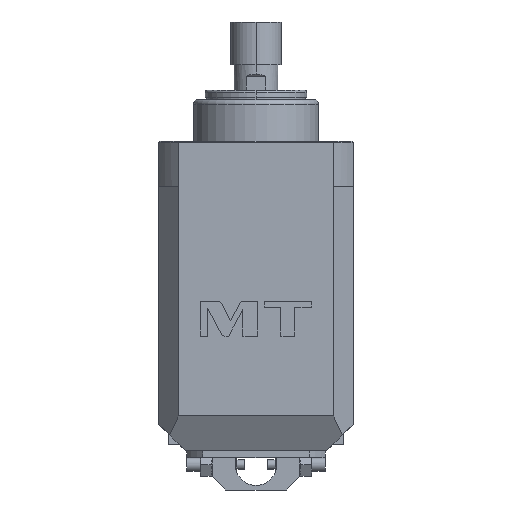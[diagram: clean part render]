
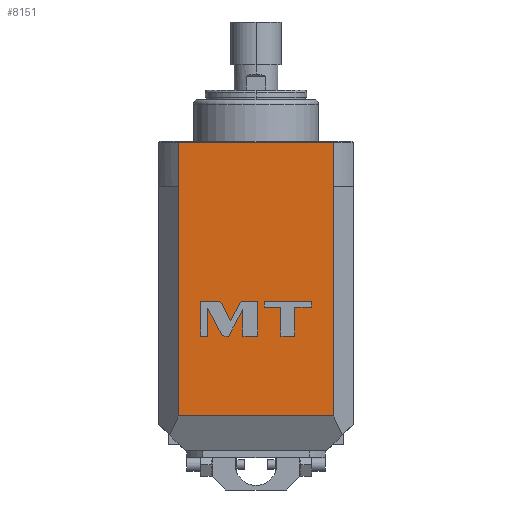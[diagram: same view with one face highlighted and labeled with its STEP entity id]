
A CAD part, left-side view. The second image highlights one B-rep face of the part: STEP entity #8151.
In plain terms, the highlighted planar face has unit normal (-1, 0, 0).
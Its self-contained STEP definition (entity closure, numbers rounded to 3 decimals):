
#1604=DIRECTION('',(0.,1.,0.));
#1605=VECTOR('',#1604,67.149);
#1606=CARTESIAN_POINT('',(-135.,-33.575,76.25));
#1607=LINE('',#1606,#1605);
#1761=DIRECTION('',(0.,0.,1.));
#1762=VECTOR('',#1761,99.);
#1763=CARTESIAN_POINT('',(-135.,33.5,-42.));
#1764=LINE('',#1763,#1762);
#1765=DIRECTION('',(0.,1.,0.));
#1766=VECTOR('',#1765,0.075);
#1767=CARTESIAN_POINT('',(-135.,33.5,57.));
#1768=LINE('',#1767,#1766);
#1769=DIRECTION('',(0.,0.,-1.));
#1770=VECTOR('',#1769,19.25);
#1771=CARTESIAN_POINT('',(-135.,33.575,76.25));
#1772=LINE('',#1771,#1770);
#1773=DIRECTION('',(0.,0.,-1.));
#1774=VECTOR('',#1773,19.25);
#1775=CARTESIAN_POINT('',(-135.,-33.575,76.25));
#1776=LINE('',#1775,#1774);
#1777=DIRECTION('',(0.,1.,0.));
#1778=VECTOR('',#1777,0.075);
#1779=CARTESIAN_POINT('',(-135.,-33.575,57.));
#1780=LINE('',#1779,#1778);
#1781=DIRECTION('',(0.,0.,1.));
#1782=VECTOR('',#1781,99.);
#1783=CARTESIAN_POINT('',(-135.,-33.5,-42.));
#1784=LINE('',#1783,#1782);
#1785=DIRECTION('',(0.,1.,0.));
#1786=VECTOR('',#1785,67.);
#1787=CARTESIAN_POINT('',(-135.,-33.5,-42.));
#1788=LINE('',#1787,#1786);
#1789=CARTESIAN_POINT('',(-135.,14.827,6.523));
#1790=CARTESIAN_POINT('',(-135.,15.139,7.126));
#1791=CARTESIAN_POINT('',(-135.,15.754,7.5));
#1792=CARTESIAN_POINT('',(-135.,16.432,7.5));
#1794=DIRECTION('',(0.,1.,0.));
#1795=VECTOR('',#1794,7.541);
#1796=CARTESIAN_POINT('',(-135.,16.432,7.5));
#1797=LINE('',#1796,#1795);
#1798=DIRECTION('',(0.,0.,-1.));
#1799=VECTOR('',#1798,15.);
#1800=CARTESIAN_POINT('',(-135.,23.973,7.5));
#1801=LINE('',#1800,#1799);
#1802=DIRECTION('',(0.,-1.,0.));
#1803=VECTOR('',#1802,3.12);
#1804=CARTESIAN_POINT('',(-135.,23.973,-7.5));
#1805=LINE('',#1804,#1803);
#1806=DIRECTION('',(0.,0.,1.));
#1807=VECTOR('',#1806,12.152);
#1808=CARTESIAN_POINT('',(-135.,20.853,-7.5));
#1809=LINE('',#1808,#1807);
#1810=DIRECTION('',(0.,-0.459,-0.888));
#1811=VECTOR('',#1810,12.58);
#1812=CARTESIAN_POINT('',(-135.,20.853,4.652));
#1813=LINE('',#1812,#1811);
#1814=CARTESIAN_POINT('',(-135.,15.075,-6.523));
#1815=CARTESIAN_POINT('',(-135.,14.763,-7.126));
#1816=CARTESIAN_POINT('',(-135.,14.147,-7.5));
#1817=CARTESIAN_POINT('',(-135.,13.469,-7.5));
#1819=DIRECTION('',(0.,-1.,0.));
#1820=VECTOR('',#1819,1.565);
#1821=CARTESIAN_POINT('',(-135.,13.469,-7.5));
#1822=LINE('',#1821,#1820);
#1823=DIRECTION('',(0.,-0.481,0.877));
#1824=VECTOR('',#1823,13.015);
#1825=CARTESIAN_POINT('',(-135.,11.904,-7.5));
#1826=LINE('',#1825,#1824);
#1827=DIRECTION('',(0.,0.,-1.));
#1828=VECTOR('',#1827,11.409);
#1829=CARTESIAN_POINT('',(-135.,5.641,3.909));
#1830=LINE('',#1829,#1828);
#1831=DIRECTION('',(0.,-1.,0.));
#1832=VECTOR('',#1831,6.312);
#1833=CARTESIAN_POINT('',(-135.,5.641,-7.5));
#1834=LINE('',#1833,#1832);
#1835=DIRECTION('',(0.,0.,1.));
#1836=VECTOR('',#1835,15.);
#1837=CARTESIAN_POINT('',(-135.,-0.671,-7.5));
#1838=LINE('',#1837,#1836);
#1839=DIRECTION('',(0.,1.,0.));
#1840=VECTOR('',#1839,7.116);
#1841=CARTESIAN_POINT('',(-135.,-0.671,7.5));
#1842=LINE('',#1841,#1840);
#1843=DIRECTION('',(0.,0.481,-0.877));
#1844=VECTOR('',#1843,9.511);
#1845=CARTESIAN_POINT('',(-135.,6.445,7.5));
#1846=LINE('',#1845,#1844);
#1847=DIRECTION('',(0.,0.459,0.888));
#1848=VECTOR('',#1847,8.286);
#1849=CARTESIAN_POINT('',(-135.,11.022,-0.837));
#1850=LINE('',#1849,#1848);
#1851=DIRECTION('',(0.,0.,-1.));
#1852=VECTOR('',#1851,12.446);
#1853=CARTESIAN_POINT('',(-135.,-10.759,4.946));
#1854=LINE('',#1853,#1852);
#1855=DIRECTION('',(0.,-1.,0.));
#1856=VECTOR('',#1855,5.942);
#1857=CARTESIAN_POINT('',(-135.,-10.759,-7.5));
#1858=LINE('',#1857,#1856);
#1859=DIRECTION('',(0.,0.,1.));
#1860=VECTOR('',#1859,12.446);
#1861=CARTESIAN_POINT('',(-135.,-16.701,-7.5));
#1862=LINE('',#1861,#1860);
#1863=DIRECTION('',(0.,-1.,0.));
#1864=VECTOR('',#1863,7.272);
#1865=CARTESIAN_POINT('',(-135.,-16.701,4.946));
#1866=LINE('',#1865,#1864);
#1867=DIRECTION('',(0.,0.,1.));
#1868=VECTOR('',#1867,2.554);
#1869=CARTESIAN_POINT('',(-135.,-23.973,4.946));
#1870=LINE('',#1869,#1868);
#1871=DIRECTION('',(0.,1.,0.));
#1872=VECTOR('',#1871,20.486);
#1873=CARTESIAN_POINT('',(-135.,-23.973,7.5));
#1874=LINE('',#1873,#1872);
#1875=DIRECTION('',(0.,0.,-1.));
#1876=VECTOR('',#1875,2.554);
#1877=CARTESIAN_POINT('',(-135.,-3.487,7.5));
#1878=LINE('',#1877,#1876);
#1879=DIRECTION('',(0.,-1.,0.));
#1880=VECTOR('',#1879,7.272);
#1881=CARTESIAN_POINT('',(-135.,-3.487,4.946));
#1882=LINE('',#1881,#1880);
#5581=CARTESIAN_POINT('',(-135.,-33.5,-42.));
#5582=CARTESIAN_POINT('',(-135.,33.5,-42.));
#5583=VERTEX_POINT('',#5581);
#5584=VERTEX_POINT('',#5582);
#6069=CARTESIAN_POINT('',(-135.,-33.575,76.25));
#6070=CARTESIAN_POINT('',(-135.,33.575,76.25));
#6071=VERTEX_POINT('',#6069);
#6072=VERTEX_POINT('',#6070);
#6097=CARTESIAN_POINT('',(-135.,33.575,57.));
#6098=VERTEX_POINT('',#6097);
#6103=CARTESIAN_POINT('',(-135.,-33.575,57.));
#6104=VERTEX_POINT('',#6103);
#6121=CARTESIAN_POINT('',(-135.,33.5,57.));
#6122=VERTEX_POINT('',#6121);
#6123=CARTESIAN_POINT('',(-135.,-33.5,57.));
#6124=VERTEX_POINT('',#6123);
#6298=CARTESIAN_POINT('',(-135.,14.827,6.523));
#6299=VERTEX_POINT('',#6298);
#6300=CARTESIAN_POINT('',(-135.,16.432,7.5));
#6301=VERTEX_POINT('',#6300);
#6302=CARTESIAN_POINT('',(-135.,23.973,7.5));
#6303=VERTEX_POINT('',#6302);
#6304=CARTESIAN_POINT('',(-135.,23.973,-7.5));
#6305=VERTEX_POINT('',#6304);
#6306=CARTESIAN_POINT('',(-135.,20.853,-7.5));
#6307=VERTEX_POINT('',#6306);
#6308=CARTESIAN_POINT('',(-135.,20.853,4.652));
#6309=VERTEX_POINT('',#6308);
#6310=CARTESIAN_POINT('',(-135.,15.075,-6.523));
#6311=VERTEX_POINT('',#6310);
#6312=CARTESIAN_POINT('',(-135.,13.469,-7.5));
#6313=VERTEX_POINT('',#6312);
#6314=CARTESIAN_POINT('',(-135.,11.904,-7.5));
#6315=VERTEX_POINT('',#6314);
#6316=CARTESIAN_POINT('',(-135.,5.641,3.909));
#6317=VERTEX_POINT('',#6316);
#6318=CARTESIAN_POINT('',(-135.,5.641,-7.5));
#6319=VERTEX_POINT('',#6318);
#6320=CARTESIAN_POINT('',(-135.,-0.671,-7.5));
#6321=VERTEX_POINT('',#6320);
#6322=CARTESIAN_POINT('',(-135.,-0.671,7.5));
#6323=VERTEX_POINT('',#6322);
#6324=CARTESIAN_POINT('',(-135.,6.445,7.5));
#6325=VERTEX_POINT('',#6324);
#6326=CARTESIAN_POINT('',(-135.,11.022,-0.837));
#6327=VERTEX_POINT('',#6326);
#6328=CARTESIAN_POINT('',(-135.,-10.759,4.946));
#6329=VERTEX_POINT('',#6328);
#6330=CARTESIAN_POINT('',(-135.,-10.759,-7.5));
#6331=VERTEX_POINT('',#6330);
#6332=CARTESIAN_POINT('',(-135.,-16.701,-7.5));
#6333=VERTEX_POINT('',#6332);
#6334=CARTESIAN_POINT('',(-135.,-16.701,4.946));
#6335=VERTEX_POINT('',#6334);
#6336=CARTESIAN_POINT('',(-135.,-23.973,4.946));
#6337=VERTEX_POINT('',#6336);
#6338=CARTESIAN_POINT('',(-135.,-23.973,7.5));
#6339=VERTEX_POINT('',#6338);
#6340=CARTESIAN_POINT('',(-135.,-3.487,7.5));
#6341=VERTEX_POINT('',#6340);
#6342=CARTESIAN_POINT('',(-135.,-3.487,4.946));
#6343=VERTEX_POINT('',#6342);
#8086=CARTESIAN_POINT('',(-135.,0.,0.));
#8087=DIRECTION('',(1.,0.,0.));
#8088=DIRECTION('',(0.,1.,0.));
#8089=AXIS2_PLACEMENT_3D('',#8086,#8087,#8088);
#8090=PLANE('',#8089);
#8091=ORIENTED_EDGE('',*,*,#7827,.T.);
#8092=ORIENTED_EDGE('',*,*,#7845,.T.);
#8093=ORIENTED_EDGE('',*,*,#7860,.F.);
#8094=ORIENTED_EDGE('',*,*,#7929,.F.);
#8095=ORIENTED_EDGE('',*,*,#7419,.T.);
#8096=ORIENTED_EDGE('',*,*,#7434,.T.);
#8097=ORIENTED_EDGE('',*,*,#7451,.F.);
#8098=ORIENTED_EDGE('',*,*,#7468,.T.);
#8099=EDGE_LOOP('',(#8091,#8092,#8093,#8094,#8095,#8096,#8097,#8098));
#8100=FACE_OUTER_BOUND('',#8099,.F.);
#8102=ORIENTED_EDGE('',*,*,#8101,.T.);
#8104=ORIENTED_EDGE('',*,*,#8103,.T.);
#8106=ORIENTED_EDGE('',*,*,#8105,.T.);
#8108=ORIENTED_EDGE('',*,*,#8107,.T.);
#8110=ORIENTED_EDGE('',*,*,#8109,.T.);
#8112=ORIENTED_EDGE('',*,*,#8111,.T.);
#8114=ORIENTED_EDGE('',*,*,#8113,.T.);
#8116=ORIENTED_EDGE('',*,*,#8115,.T.);
#8118=ORIENTED_EDGE('',*,*,#8117,.T.);
#8120=ORIENTED_EDGE('',*,*,#8119,.T.);
#8122=ORIENTED_EDGE('',*,*,#8121,.T.);
#8124=ORIENTED_EDGE('',*,*,#8123,.T.);
#8126=ORIENTED_EDGE('',*,*,#8125,.T.);
#8128=ORIENTED_EDGE('',*,*,#8127,.T.);
#8130=ORIENTED_EDGE('',*,*,#8129,.T.);
#8131=EDGE_LOOP('',(#8102,#8104,#8106,#8108,#8110,#8112,#8114,#8116,#8118,#8120,
#8122,#8124,#8126,#8128,#8130));
#8132=FACE_BOUND('',#8131,.F.);
#8134=ORIENTED_EDGE('',*,*,#8133,.T.);
#8136=ORIENTED_EDGE('',*,*,#8135,.T.);
#8138=ORIENTED_EDGE('',*,*,#8137,.T.);
#8140=ORIENTED_EDGE('',*,*,#8139,.T.);
#8142=ORIENTED_EDGE('',*,*,#8141,.T.);
#8144=ORIENTED_EDGE('',*,*,#8143,.T.);
#8146=ORIENTED_EDGE('',*,*,#8145,.T.);
#8148=ORIENTED_EDGE('',*,*,#8147,.T.);
#8149=EDGE_LOOP('',(#8134,#8136,#8138,#8140,#8142,#8144,#8146,#8148));
#8150=FACE_BOUND('',#8149,.F.);
#8151=ADVANCED_FACE('',(#8100,#8132,#8150),#8090,.F.);
#1793=B_SPLINE_CURVE_WITH_KNOTS('',3,(#1789,#1790,#1791,#1792),.UNSPECIFIED.,
.F.,.F.,(4,4),(0.,1.),.UNSPECIFIED.);
#1818=B_SPLINE_CURVE_WITH_KNOTS('',3,(#1814,#1815,#1816,#1817),.UNSPECIFIED.,
.F.,.F.,(4,4),(0.,1.),.UNSPECIFIED.);
#7419=EDGE_CURVE('',#6071,#6104,#1776,.T.);
#7434=EDGE_CURVE('',#6104,#6124,#1780,.T.);
#7451=EDGE_CURVE('',#5583,#6124,#1784,.T.);
#7468=EDGE_CURVE('',#5583,#5584,#1788,.T.);
#7827=EDGE_CURVE('',#5584,#6122,#1764,.T.);
#7845=EDGE_CURVE('',#6122,#6098,#1768,.T.);
#7860=EDGE_CURVE('',#6072,#6098,#1772,.T.);
#7929=EDGE_CURVE('',#6071,#6072,#1607,.T.);
#8101=EDGE_CURVE('',#6299,#6301,#1793,.T.);
#8103=EDGE_CURVE('',#6301,#6303,#1797,.T.);
#8105=EDGE_CURVE('',#6303,#6305,#1801,.T.);
#8107=EDGE_CURVE('',#6305,#6307,#1805,.T.);
#8109=EDGE_CURVE('',#6307,#6309,#1809,.T.);
#8111=EDGE_CURVE('',#6309,#6311,#1813,.T.);
#8113=EDGE_CURVE('',#6311,#6313,#1818,.T.);
#8115=EDGE_CURVE('',#6313,#6315,#1822,.T.);
#8117=EDGE_CURVE('',#6315,#6317,#1826,.T.);
#8119=EDGE_CURVE('',#6317,#6319,#1830,.T.);
#8121=EDGE_CURVE('',#6319,#6321,#1834,.T.);
#8123=EDGE_CURVE('',#6321,#6323,#1838,.T.);
#8125=EDGE_CURVE('',#6323,#6325,#1842,.T.);
#8127=EDGE_CURVE('',#6325,#6327,#1846,.T.);
#8129=EDGE_CURVE('',#6327,#6299,#1850,.T.);
#8133=EDGE_CURVE('',#6329,#6331,#1854,.T.);
#8135=EDGE_CURVE('',#6331,#6333,#1858,.T.);
#8137=EDGE_CURVE('',#6333,#6335,#1862,.T.);
#8139=EDGE_CURVE('',#6335,#6337,#1866,.T.);
#8141=EDGE_CURVE('',#6337,#6339,#1870,.T.);
#8143=EDGE_CURVE('',#6339,#6341,#1874,.T.);
#8145=EDGE_CURVE('',#6341,#6343,#1878,.T.);
#8147=EDGE_CURVE('',#6343,#6329,#1882,.T.);
